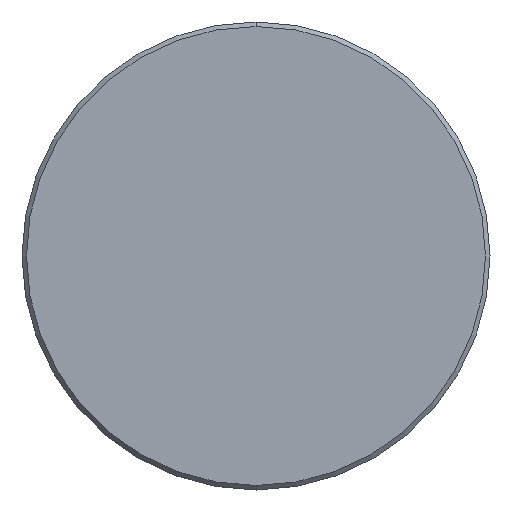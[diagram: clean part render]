
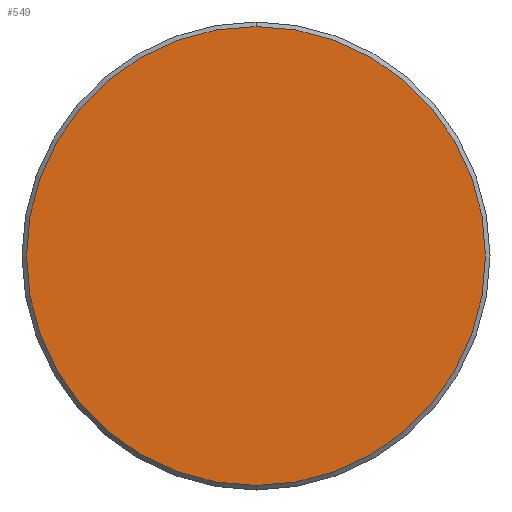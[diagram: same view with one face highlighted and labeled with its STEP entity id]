
A CAD part, left-side view. The second image highlights one B-rep face of the part: STEP entity #549.
In plain terms, the highlighted planar face has unit normal (-1, 0, 0).
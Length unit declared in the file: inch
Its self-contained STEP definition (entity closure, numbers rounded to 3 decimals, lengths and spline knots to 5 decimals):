
#42 = CARTESIAN_POINT ( 'NONE',  ( -4.64, 0., 0. ) ) ;
#87 = AXIS2_PLACEMENT_3D ( 'NONE', #1152, #327, #515 ) ;
#116 = DIRECTION ( 'NONE',  ( -1., 0., 0. ) ) ;
#140 = EDGE_CURVE ( 'NONE', #732, #306, #816, .T. ) ;
#306 = VERTEX_POINT ( 'NONE', #1005 ) ;
#327 = DIRECTION ( 'NONE',  ( -1., 0., 0. ) ) ;
#420 = DIRECTION ( 'NONE',  ( 0., 0., 1. ) ) ;
#442 = FACE_OUTER_BOUND ( 'NONE', #601, .T. ) ;
#474 = DIRECTION ( 'NONE',  ( -1., 0., 0. ) ) ;
#515 = DIRECTION ( 'NONE',  ( 0., 0., 1. ) ) ;
#549 = ADVANCED_FACE ( 'NONE', ( #442 ), #986, .T. ) ;
#601 = EDGE_LOOP ( 'NONE', ( #1008, #841 ) ) ;
#668 = AXIS2_PLACEMENT_3D ( 'NONE', #1066, #116, #420 ) ;
#732 = VERTEX_POINT ( 'NONE', #1298 ) ;
#778 = AXIS2_PLACEMENT_3D ( 'NONE', #42, #474, #796 ) ;
#796 = DIRECTION ( 'NONE',  ( 0., 0., 1. ) ) ;
#816 = CIRCLE ( 'NONE', #87, 1.21 ) ;
#841 = ORIENTED_EDGE ( 'NONE', *, *, #920, .T. ) ;
#920 = EDGE_CURVE ( 'NONE', #306, #732, #1292, .T. ) ;
#986 = PLANE ( 'NONE',  #668 ) ;
#1005 = CARTESIAN_POINT ( 'NONE',  ( -4.64, 0., 1.21 ) ) ;
#1008 = ORIENTED_EDGE ( 'NONE', *, *, #140, .T. ) ;
#1066 = CARTESIAN_POINT ( 'NONE',  ( -4.64, 0., 0. ) ) ;
#1152 = CARTESIAN_POINT ( 'NONE',  ( -4.64, 0., 0. ) ) ;
#1292 = CIRCLE ( 'NONE', #778, 1.21 ) ;
#1298 = CARTESIAN_POINT ( 'NONE',  ( -4.64, 0., -1.21 ) ) ;
